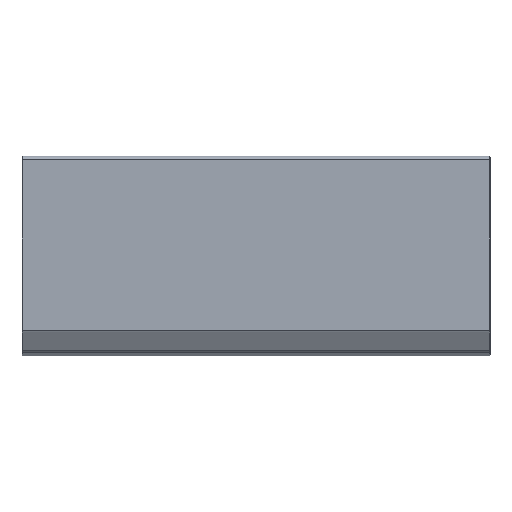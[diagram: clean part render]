
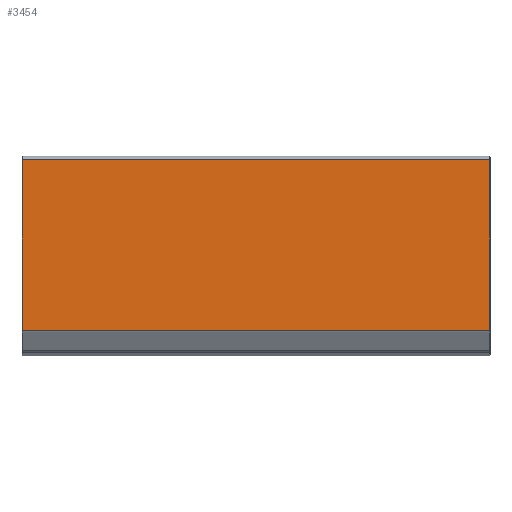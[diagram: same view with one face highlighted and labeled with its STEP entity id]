
A CAD part, top view. The second image highlights one B-rep face of the part: STEP entity #3454.
In plain terms, the highlighted planar face has unit normal (0, 0, 1).
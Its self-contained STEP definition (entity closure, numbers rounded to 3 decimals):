
#56 = CARTESIAN_POINT ( 'NONE',  ( -203., -75.1, 1.2 ) ) ;
#627 = VERTEX_POINT ( 'NONE', #1189 ) ;
#663 = VECTOR ( 'NONE', #1952, 1000. ) ;
#697 = PLANE ( 'NONE',  #2982 ) ;
#851 = VERTEX_POINT ( 'NONE', #5647 ) ;
#1000 = ORIENTED_EDGE ( 'NONE', *, *, #3535, .T. ) ;
#1029 = LINE ( 'NONE', #4669, #663 ) ;
#1036 = EDGE_CURVE ( 'NONE', #2979, #1902, #4434, .T. ) ;
#1111 = DIRECTION ( 'NONE',  ( 0., 0., -1. ) ) ;
#1189 = CARTESIAN_POINT ( 'NONE',  ( 203., -74.598, 1.2 ) ) ;
#1409 = EDGE_LOOP ( 'NONE', ( #1000, #4726, #3960, #5133 ) ) ;
#1902 = VERTEX_POINT ( 'NONE', #2405 ) ;
#1952 = DIRECTION ( 'NONE',  ( 1., 0., 0. ) ) ;
#2067 = DIRECTION ( 'NONE',  ( 0., 1., 0. ) ) ;
#2233 = CARTESIAN_POINT ( 'NONE',  ( 203., -75.1, 1.2 ) ) ;
#2243 = CARTESIAN_POINT ( 'NONE',  ( -203., 73.225, 1.2 ) ) ;
#2314 = DIRECTION ( 'NONE',  ( 0., -1., 0. ) ) ;
#2405 = CARTESIAN_POINT ( 'NONE',  ( -203., -74.598, 1.2 ) ) ;
#2497 = LINE ( 'NONE', #4382, #3378 ) ;
#2808 = EDGE_CURVE ( 'NONE', #1902, #627, #1029, .T. ) ;
#2927 = DIRECTION ( 'NONE',  ( -1., 0., 0. ) ) ;
#2979 = VERTEX_POINT ( 'NONE', #2243 ) ;
#2982 = AXIS2_PLACEMENT_3D ( 'NONE', #3453, #1111, #2927 ) ;
#3378 = VECTOR ( 'NONE', #4879, 1000. ) ;
#3453 = CARTESIAN_POINT ( 'NONE',  ( 203., 75.1, 1.2 ) ) ;
#3454 = ADVANCED_FACE ( 'NONE', ( #3641 ), #697, .F. ) ;
#3535 = EDGE_CURVE ( 'NONE', #851, #2979, #2497, .T. ) ;
#3641 = FACE_OUTER_BOUND ( 'NONE', #1409, .T. ) ;
#3701 = VECTOR ( 'NONE', #2067, 1000. ) ;
#3960 = ORIENTED_EDGE ( 'NONE', *, *, #2808, .T. ) ;
#4051 = LINE ( 'NONE', #2233, #3701 ) ;
#4382 = CARTESIAN_POINT ( 'NONE',  ( 203., 73.225, 1.2 ) ) ;
#4434 = LINE ( 'NONE', #56, #5675 ) ;
#4669 = CARTESIAN_POINT ( 'NONE',  ( -203., -74.598, 1.2 ) ) ;
#4726 = ORIENTED_EDGE ( 'NONE', *, *, #1036, .T. ) ;
#4872 = EDGE_CURVE ( 'NONE', #627, #851, #4051, .T. ) ;
#4879 = DIRECTION ( 'NONE',  ( -1., 0., 0. ) ) ;
#5133 = ORIENTED_EDGE ( 'NONE', *, *, #4872, .T. ) ;
#5647 = CARTESIAN_POINT ( 'NONE',  ( 203., 73.225, 1.2 ) ) ;
#5675 = VECTOR ( 'NONE', #2314, 1000. ) ;
